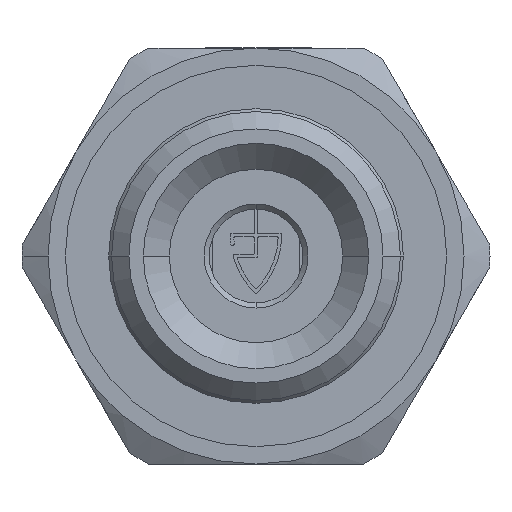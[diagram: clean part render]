
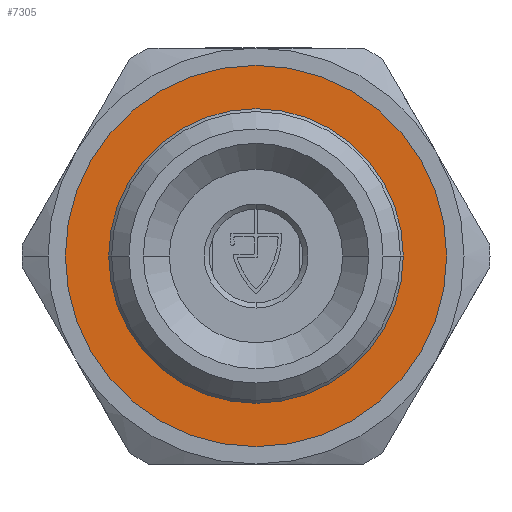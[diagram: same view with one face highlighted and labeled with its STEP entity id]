
A CAD part, front view. The second image highlights one B-rep face of the part: STEP entity #7305.
In plain terms, the highlighted planar face has unit normal (0, -1, 0).
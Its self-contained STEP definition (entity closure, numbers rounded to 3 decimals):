
#2579 = AXIS2_PLACEMENT_3D ( 'NONE', #6036, #6037, #6038 ) ;
#2589 = CIRCLE ( 'NONE', #2579, 8.5 ) ;
#2615 = AXIS2_PLACEMENT_3D ( 'NONE', #5981, #5982, #5983 ) ;
#2623 = CIRCLE ( 'NONE', #2615, 11. ) ;
#2741 = AXIS2_PLACEMENT_3D ( 'NONE', #6866, #6867, #6868 ) ;
#3189 = VERTEX_POINT ( 'NONE', #5807 ) ;
#3191 = VERTEX_POINT ( 'NONE', #5811 ) ;
#3194 = VERTEX_POINT ( 'NONE', #5817 ) ;
#3196 = VERTEX_POINT ( 'NONE', #5821 ) ;
#3934 = CARTESIAN_POINT ( 'NONE',  ( 0., -10.3, 0. ) ) ;
#3935 = DIRECTION ( 'NONE',  ( 0., -1., 0. ) ) ;
#3936 = DIRECTION ( 'NONE',  ( 1., 0., 0. ) ) ;
#3937 = CARTESIAN_POINT ( 'NONE',  ( 0., -10.3, 0. ) ) ;
#3938 = DIRECTION ( 'NONE',  ( 0., -1., 0. ) ) ;
#3939 = DIRECTION ( 'NONE',  ( 1., 0., 0. ) ) ;
#5807 = CARTESIAN_POINT ( 'NONE',  ( -8.5, -10.3, 0. ) ) ;
#5811 = CARTESIAN_POINT ( 'NONE',  ( 11., -10.3, 0. ) ) ;
#5817 = CARTESIAN_POINT ( 'NONE',  ( -11., -10.3, 0. ) ) ;
#5821 = CARTESIAN_POINT ( 'NONE',  ( 8.5, -10.3, 0. ) ) ;
#5981 = CARTESIAN_POINT ( 'NONE',  ( 0., -10.3, 0. ) ) ;
#5982 = DIRECTION ( 'NONE',  ( 0., -1., 0. ) ) ;
#5983 = DIRECTION ( 'NONE',  ( 1., 0., 0. ) ) ;
#6036 = CARTESIAN_POINT ( 'NONE',  ( 0., -10.3, 0. ) ) ;
#6037 = DIRECTION ( 'NONE',  ( 0., -1., 0. ) ) ;
#6038 = DIRECTION ( 'NONE',  ( 1., 0., 0. ) ) ;
#6854 = FACE_OUTER_BOUND ( 'NONE', #9546, .T. ) ;
#6856 = FACE_BOUND ( 'NONE', #9542, .T. ) ;
#6857 = PLANE ( 'NONE',  #2741 ) ;
#6866 = CARTESIAN_POINT ( 'NONE',  ( -8.5, -10.3, 0. ) ) ;
#6867 = DIRECTION ( 'NONE',  ( 0., -1., 0. ) ) ;
#6868 = DIRECTION ( 'NONE',  ( 1., 0., 0. ) ) ;
#7305 = ADVANCED_FACE ( 'NONE', ( #6854, #6856 ), #6857, .T. ) ;
#7329 = EDGE_CURVE ( 'NONE', #3191, #3194, #2623, .T. ) ;
#7347 = EDGE_CURVE ( 'NONE', #3196, #3189, #2589, .T. ) ;
#7572 = EDGE_CURVE ( 'NONE', #3194, #3191, #9018, .T. ) ;
#7573 = EDGE_CURVE ( 'NONE', #3189, #3196, #9016, .T. ) ;
#9012 = AXIS2_PLACEMENT_3D ( 'NONE', #3937, #3938, #3939 ) ;
#9015 = AXIS2_PLACEMENT_3D ( 'NONE', #3934, #3935, #3936 ) ;
#9016 = CIRCLE ( 'NONE', #9012, 8.5 ) ;
#9018 = CIRCLE ( 'NONE', #9015, 11. ) ;
#9542 = EDGE_LOOP ( 'NONE', ( #11925, #11927 ) ) ;
#9546 = EDGE_LOOP ( 'NONE', ( #11921, #11923 ) ) ;
#11921 = ORIENTED_EDGE ( 'NONE', *, *, #7329, .T. ) ;
#11923 = ORIENTED_EDGE ( 'NONE', *, *, #7572, .T. ) ;
#11925 = ORIENTED_EDGE ( 'NONE', *, *, #7573, .F. ) ;
#11927 = ORIENTED_EDGE ( 'NONE', *, *, #7347, .F. ) ;
